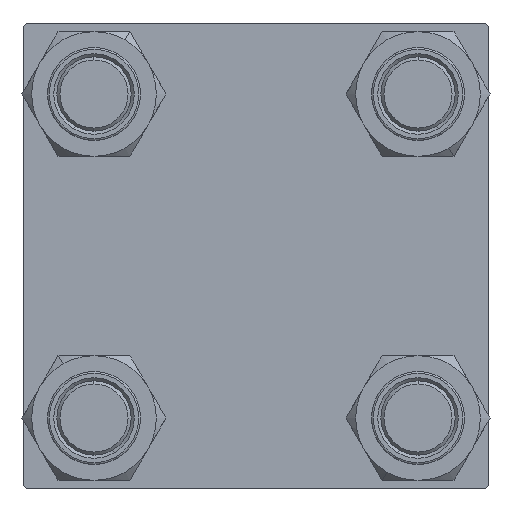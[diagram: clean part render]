
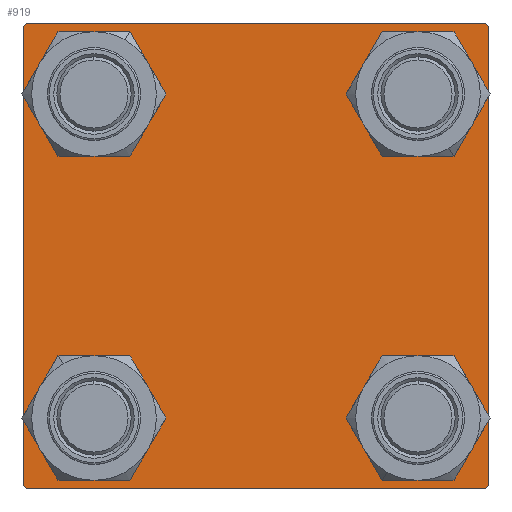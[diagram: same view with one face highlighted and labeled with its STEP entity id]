
A CAD part, left-side view. The second image highlights one B-rep face of the part: STEP entity #919.
In plain terms, the highlighted planar face has unit normal (-1, 0, 0).
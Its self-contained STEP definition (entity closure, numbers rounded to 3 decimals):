
#187 = CARTESIAN_POINT ( 'NONE',  ( 0., -26.15, 26.15 ) ) ;
#527 = CARTESIAN_POINT ( 'NONE',  ( 0., 37.25, 37.25 ) ) ;
#561 = ORIENTED_EDGE ( 'NONE', *, *, #19831, .F. ) ;
#567 = DIRECTION ( 'NONE',  ( 0., 0., -1. ) ) ;
#919 = ADVANCED_FACE ( 'NONE', ( #21649, #33568, #18330, #45479, #10456 ), #41175, .T. ) ;
#1079 = AXIS2_PLACEMENT_3D ( 'NONE', #17595, #28757, #33077 ) ;
#1221 = DIRECTION ( 'NONE',  ( 0., 0., 1. ) ) ;
#2295 = EDGE_CURVE ( 'NONE', #40152, #43954, #48404, .T. ) ;
#2834 = DIRECTION ( 'NONE',  ( 0., 0., 1. ) ) ;
#3063 = DIRECTION ( 'NONE',  ( 0., 0.707, 0.707 ) ) ;
#3752 = VERTEX_POINT ( 'NONE', #35085 ) ;
#3882 = CARTESIAN_POINT ( 'NONE',  ( 0., -26.15, 32.65 ) ) ;
#3946 = CARTESIAN_POINT ( 'NONE',  ( 0., -37.5, -37. ) ) ;
#4126 = CARTESIAN_POINT ( 'NONE',  ( 0., -37.5, 37.5 ) ) ;
#4299 = CIRCLE ( 'NONE', #1079, 6.5 ) ;
#5034 = ORIENTED_EDGE ( 'NONE', *, *, #9269, .T. ) ;
#5220 = ORIENTED_EDGE ( 'NONE', *, *, #2295, .T. ) ;
#5550 = VERTEX_POINT ( 'NONE', #31384 ) ;
#5649 = CARTESIAN_POINT ( 'NONE',  ( 0., -26.15, -26.15 ) ) ;
#5692 = VECTOR ( 'NONE', #567, 1000. ) ;
#5741 = CARTESIAN_POINT ( 'NONE',  ( 0., 26.15, 26.15 ) ) ;
#6393 = DIRECTION ( 'NONE',  ( 0., 0., 1. ) ) ;
#6417 = CIRCLE ( 'NONE', #12906, 6.5 ) ;
#7048 = EDGE_CURVE ( 'NONE', #15683, #5550, #14756, .T. ) ;
#7278 = LINE ( 'NONE', #49672, #27165 ) ;
#7384 = DIRECTION ( 'NONE',  ( 1., 0., 0. ) ) ;
#7896 = DIRECTION ( 'NONE',  ( 1., 0., 0. ) ) ;
#8182 = LINE ( 'NONE', #4126, #5692 ) ;
#9066 = LINE ( 'NONE', #36241, #43775 ) ;
#9246 = EDGE_LOOP ( 'NONE', ( #5034, #49465 ) ) ;
#9269 = EDGE_CURVE ( 'NONE', #45685, #33821, #47582, .T. ) ;
#9297 = DIRECTION ( 'NONE',  ( 1., 0., 0. ) ) ;
#9429 = VERTEX_POINT ( 'NONE', #27940 ) ;
#9456 = VERTEX_POINT ( 'NONE', #35569 ) ;
#9850 = DIRECTION ( 'NONE',  ( 1., 0., 0. ) ) ;
#10056 = ORIENTED_EDGE ( 'NONE', *, *, #28662, .T. ) ;
#10456 = FACE_OUTER_BOUND ( 'NONE', #36101, .T. ) ;
#11873 = EDGE_CURVE ( 'NONE', #9429, #38339, #44475, .T. ) ;
#11886 = DIRECTION ( 'NONE',  ( 0., -1., 0. ) ) ;
#12601 = CARTESIAN_POINT ( 'NONE',  ( 0., -37., -37.5 ) ) ;
#12906 = AXIS2_PLACEMENT_3D ( 'NONE', #5741, #9297, #13628 ) ;
#13025 = CIRCLE ( 'NONE', #35753, 6.5 ) ;
#13179 = CARTESIAN_POINT ( 'NONE',  ( 0., -26.15, -32.65 ) ) ;
#13628 = DIRECTION ( 'NONE',  ( 0., 0., 1. ) ) ;
#14215 = CIRCLE ( 'NONE', #23919, 6.5 ) ;
#14336 = VECTOR ( 'NONE', #3063, 1000. ) ;
#14756 = LINE ( 'NONE', #18572, #14336 ) ;
#15104 = ORIENTED_EDGE ( 'NONE', *, *, #45006, .T. ) ;
#15169 = ORIENTED_EDGE ( 'NONE', *, *, #39824, .F. ) ;
#15273 = LINE ( 'NONE', #527, #36023 ) ;
#15683 = VERTEX_POINT ( 'NONE', #34620 ) ;
#16021 = DIRECTION ( 'NONE',  ( 0., 0.707, -0.707 ) ) ;
#16175 = CARTESIAN_POINT ( 'NONE',  ( 0., 37.5, 37.5 ) ) ;
#17324 = EDGE_CURVE ( 'NONE', #38339, #9429, #13025, .T. ) ;
#17595 = CARTESIAN_POINT ( 'NONE',  ( 0., 26.15, -26.15 ) ) ;
#18330 = FACE_BOUND ( 'NONE', #46295, .T. ) ;
#18572 = CARTESIAN_POINT ( 'NONE',  ( 0., -37.25, 37.25 ) ) ;
#18987 = DIRECTION ( 'NONE',  ( 0., 0., 1. ) ) ;
#19627 = ORIENTED_EDGE ( 'NONE', *, *, #50068, .T. ) ;
#19831 = EDGE_CURVE ( 'NONE', #15683, #29192, #8182, .T. ) ;
#20053 = CARTESIAN_POINT ( 'NONE',  ( 0., 26.15, -32.65 ) ) ;
#20212 = CARTESIAN_POINT ( 'NONE',  ( 0., 26.15, 19.65 ) ) ;
#20488 = EDGE_CURVE ( 'NONE', #35925, #29192, #9066, .T. ) ;
#21649 = FACE_BOUND ( 'NONE', #27755, .T. ) ;
#22388 = CARTESIAN_POINT ( 'NONE',  ( 0., -26.15, 26.15 ) ) ;
#22775 = DIRECTION ( 'NONE',  ( 0., -1., 0. ) ) ;
#23829 = LINE ( 'NONE', #39304, #35340 ) ;
#23919 = AXIS2_PLACEMENT_3D ( 'NONE', #46232, #7896, #46479 ) ;
#24043 = VECTOR ( 'NONE', #49058, 1000. ) ;
#25216 = DIRECTION ( 'NONE',  ( 1., 0., 0. ) ) ;
#25950 = CARTESIAN_POINT ( 'NONE',  ( 0., 0., 0. ) ) ;
#27165 = VECTOR ( 'NONE', #22775, 1000. ) ;
#27755 = EDGE_LOOP ( 'NONE', ( #46457, #37020 ) ) ;
#27773 = ORIENTED_EDGE ( 'NONE', *, *, #7048, .T. ) ;
#27940 = CARTESIAN_POINT ( 'NONE',  ( 0., -26.15, 19.65 ) ) ;
#28244 = EDGE_LOOP ( 'NONE', ( #19627, #15104 ) ) ;
#28662 = EDGE_CURVE ( 'NONE', #43954, #40152, #4299, .T. ) ;
#28754 = VECTOR ( 'NONE', #36216, 1000. ) ;
#28757 = DIRECTION ( 'NONE',  ( 1., 0., 0. ) ) ;
#29060 = AXIS2_PLACEMENT_3D ( 'NONE', #22388, #7384, #2834 ) ;
#29192 = VERTEX_POINT ( 'NONE', #3946 ) ;
#29191 = VERTEX_POINT ( 'NONE', #20212 ) ;
#30662 = EDGE_CURVE ( 'NONE', #48581, #36670, #15273, .T. ) ;
#31155 = LINE ( 'NONE', #16175, #28754 ) ;
#31384 = CARTESIAN_POINT ( 'NONE',  ( 0., -37., 37.5 ) ) ;
#31463 = CIRCLE ( 'NONE', #37170, 6.5 ) ;
#32583 = EDGE_CURVE ( 'NONE', #33821, #45685, #14215, .T. ) ;
#32823 = DIRECTION ( 'NONE',  ( 0., 0., 1. ) ) ;
#33077 = DIRECTION ( 'NONE',  ( 0., 0., 1. ) ) ;
#33142 = EDGE_CURVE ( 'NONE', #3752, #35925, #7278, .T. ) ;
#33193 = DIRECTION ( 'NONE',  ( 0., -0.707, 0.707 ) ) ;
#33568 = FACE_BOUND ( 'NONE', #9246, .T. ) ;
#33590 = CARTESIAN_POINT ( 'NONE',  ( 0., 37.25, -37.25 ) ) ;
#33821 = VERTEX_POINT ( 'NONE', #13179 ) ;
#34240 = EDGE_CURVE ( 'NONE', #9456, #3752, #40946, .T. ) ;
#34620 = CARTESIAN_POINT ( 'NONE',  ( 0., -37.5, 37. ) ) ;
#35085 = CARTESIAN_POINT ( 'NONE',  ( 0., 37., -37.5 ) ) ;
#35155 = ORIENTED_EDGE ( 'NONE', *, *, #35820, .T. ) ;
#35340 = VECTOR ( 'NONE', #11886, 1000. ) ;
#35355 = AXIS2_PLACEMENT_3D ( 'NONE', #25950, #45234, #6393 ) ;
#35569 = CARTESIAN_POINT ( 'NONE',  ( 0., 37.5, -37. ) ) ;
#35753 = AXIS2_PLACEMENT_3D ( 'NONE', #187, #45871, #18987 ) ;
#35820 = EDGE_CURVE ( 'NONE', #36670, #9456, #31155, .T. ) ;
#35925 = VERTEX_POINT ( 'NONE', #12601 ) ;
#36023 = VECTOR ( 'NONE', #16021, 1000. ) ;
#36101 = EDGE_LOOP ( 'NONE', ( #35155, #47543, #49904, #44309, #561, #27773, #15169, #43262 ) ) ;
#36216 = DIRECTION ( 'NONE',  ( 0., 0., -1. ) ) ;
#36241 = CARTESIAN_POINT ( 'NONE',  ( 0., -37.25, -37.25 ) ) ;
#36670 = VERTEX_POINT ( 'NONE', #48524 ) ;
#37020 = ORIENTED_EDGE ( 'NONE', *, *, #11873, .T. ) ;
#37170 = AXIS2_PLACEMENT_3D ( 'NONE', #39527, #43576, #44591 ) ;
#38339 = VERTEX_POINT ( 'NONE', #3882 ) ;
#39304 = CARTESIAN_POINT ( 'NONE',  ( 0., 37.5, 37.5 ) ) ;
#39527 = CARTESIAN_POINT ( 'NONE',  ( 0., 26.15, 26.15 ) ) ;
#39824 = EDGE_CURVE ( 'NONE', #48581, #5550, #23829, .T. ) ;
#40152 = VERTEX_POINT ( 'NONE', #48250 ) ;
#40528 = CARTESIAN_POINT ( 'NONE',  ( 0., 26.15, 32.65 ) ) ;
#40946 = LINE ( 'NONE', #33590, #24043 ) ;
#41124 = AXIS2_PLACEMENT_3D ( 'NONE', #44631, #9850, #1221 ) ;
#41175 = PLANE ( 'NONE',  #35355 ) ;
#41656 = VERTEX_POINT ( 'NONE', #40528 ) ;
#41921 = CARTESIAN_POINT ( 'NONE',  ( 0., 37., 37.5 ) ) ;
#43262 = ORIENTED_EDGE ( 'NONE', *, *, #30662, .T. ) ;
#43576 = DIRECTION ( 'NONE',  ( 1., 0., 0. ) ) ;
#43775 = VECTOR ( 'NONE', #33193, 1000. ) ;
#43954 = VERTEX_POINT ( 'NONE', #20053 ) ;
#44309 = ORIENTED_EDGE ( 'NONE', *, *, #20488, .T. ) ;
#44475 = CIRCLE ( 'NONE', #29060, 6.5 ) ;
#44591 = DIRECTION ( 'NONE',  ( 0., 0., 1. ) ) ;
#44631 = CARTESIAN_POINT ( 'NONE',  ( 0., 26.15, -26.15 ) ) ;
#45006 = EDGE_CURVE ( 'NONE', #29191, #41656, #31463, .T. ) ;
#45234 = DIRECTION ( 'NONE',  ( -1., 0., 0. ) ) ;
#45479 = FACE_BOUND ( 'NONE', #28244, .T. ) ;
#45685 = VERTEX_POINT ( 'NONE', #46182 ) ;
#45871 = DIRECTION ( 'NONE',  ( 1., 0., 0. ) ) ;
#46182 = CARTESIAN_POINT ( 'NONE',  ( 0., -26.15, -19.65 ) ) ;
#46232 = CARTESIAN_POINT ( 'NONE',  ( 0., -26.15, -26.15 ) ) ;
#46295 = EDGE_LOOP ( 'NONE', ( #5220, #10056 ) ) ;
#46457 = ORIENTED_EDGE ( 'NONE', *, *, #17324, .T. ) ;
#46479 = DIRECTION ( 'NONE',  ( 0., 0., 1. ) ) ;
#47543 = ORIENTED_EDGE ( 'NONE', *, *, #34240, .T. ) ;
#47582 = CIRCLE ( 'NONE', #48428, 6.5 ) ;
#48250 = CARTESIAN_POINT ( 'NONE',  ( 0., 26.15, -19.65 ) ) ;
#48404 = CIRCLE ( 'NONE', #41124, 6.5 ) ;
#48428 = AXIS2_PLACEMENT_3D ( 'NONE', #5649, #25216, #32823 ) ;
#48524 = CARTESIAN_POINT ( 'NONE',  ( 0., 37.5, 37. ) ) ;
#48581 = VERTEX_POINT ( 'NONE', #41921 ) ;
#49058 = DIRECTION ( 'NONE',  ( 0., -0.707, -0.707 ) ) ;
#49465 = ORIENTED_EDGE ( 'NONE', *, *, #32583, .T. ) ;
#49672 = CARTESIAN_POINT ( 'NONE',  ( 0., 37.5, -37.5 ) ) ;
#49904 = ORIENTED_EDGE ( 'NONE', *, *, #33142, .T. ) ;
#50068 = EDGE_CURVE ( 'NONE', #41656, #29191, #6417, .T. ) ;
